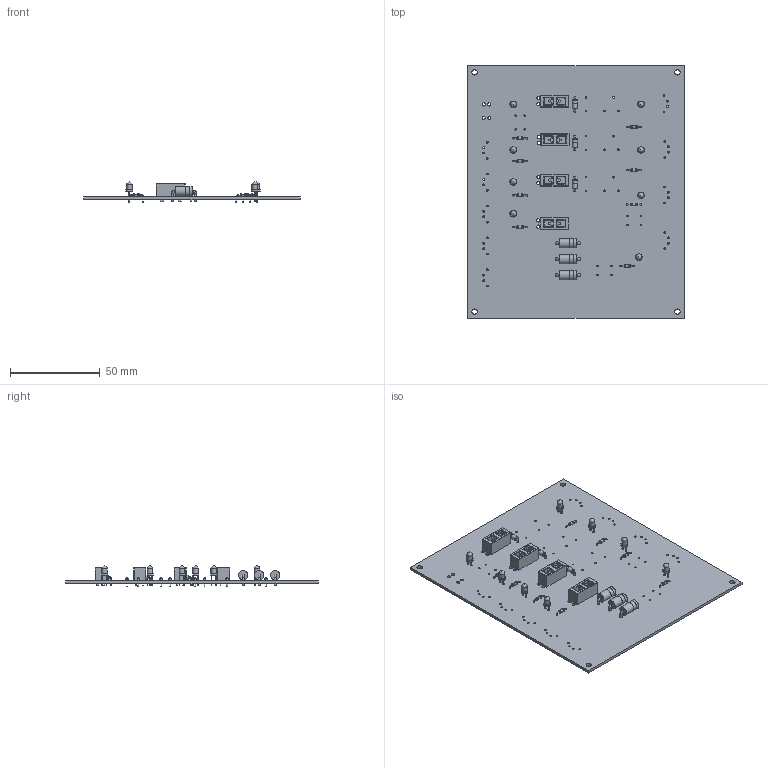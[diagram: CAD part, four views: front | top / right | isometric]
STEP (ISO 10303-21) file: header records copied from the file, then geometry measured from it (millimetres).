
FILE_DESCRIPTION(('FreeCAD Model'),'2;1');
FILE_NAME('Secondary-Power.step','2020-10-10T14:05:20',('Author'),(''), 'Open CASCADE STEP processor 7.3','FreeCAD','Unknown');
FILE_SCHEMA(('AUTOMOTIVE_DESIGN { 1 0 10303 214 1 1 1 1 }'));
Length unit declared in the file: millimetre
Products named in the file (33): PBB; Board_Geoms_5de6; Local_CS_5de6; Pcb_5de6; PCB_Sketch_5de6; Step_Models_5de6; Top_5de6; D3_D_DO-41_SOD81_P7.62mm_Horizontal_5BE10D39; D2_D_DO-41_SOD81_P7.62mm_Horizontal_5BE10D1A; D1_D_DO-41_SOD81_P7.62mm_Horizontal_5BE10CFB; D4_D_DO-201AD_P12.70mm_Horizontal_5BEA34E7; D6_D_DO-201AD_P12.70mm_Horizontal_5BEA34AB; D5_D_DO-201AD_P12.70mm_Horizontal_5BE10D77; DS6_LED_D3.0mm_5BE10E08; DS1_LED_D3.0mm_5BE10DA9; DS2_LED_D3.0mm_5BE10DBC; DS3_LED_D3.0mm_5BE10DCF; DS4_LED_D3.0mm_5BE10DE2; DS5_LED_D3.0mm_5BE10DF5; DS7_LED_D3.0mm_5BE10E1B; DS8_LED_D3.0mm_5BE10E2E; F1_A_Keystone_3568_5BE10E59; F2_A_Keystone_3568_5BE10E71; F3_A_Keystone_3568_5BE10E89; F4_A_Keystone_3568_5BE10EA1; R1_R_Axial_DIN0204_L36mm_D16mm_P762mm_Horizontal_5BE11094; R2_R_Axial_DIN0204_L36mm_D16mm_P762mm_Horizontal_5BE110AB; R3_R_Axial_DIN0204_L36mm_D16mm_P762mm_Horizontal_5BE110C2; R4_R_Axial_DIN0204_L36mm_D16mm_P762mm_Horizontal_5BE110D9; R5_R_Axial_DIN0204_L36mm_D16mm_P762mm_Horizontal_5BE110F0; R6_R_Axial_DIN0204_L36mm_D16mm_P762mm_Horizontal_5BE11107; R7_R_Axial_DIN0204_L36mm_D16mm_P762mm_Horizontal_5BE1111E; R8_R_Axial_DIN0204_L36mm_D16mm_P762mm_Horizontal_5BE11135
Assembly tree (32 placements, depth 4):
  PBB
    Board_Geoms_5de6
      Local_CS_5de6
      Pcb_5de6
      PCB_Sketch_5de6
    Step_Models_5de6
      Top_5de6
        D3_D_DO-41_SOD81_P7.62mm_Horizontal_5BE10D39
        D2_D_DO-41_SOD81_P7.62mm_Horizontal_5BE10D1A
        D1_D_DO-41_SOD81_P7.62mm_Horizontal_5BE10CFB
        D4_D_DO-201AD_P12.70mm_Horizontal_5BEA34E7
        D6_D_DO-201AD_P12.70mm_Horizontal_5BEA34AB
        D5_D_DO-201AD_P12.70mm_Horizontal_5BE10D77
        DS6_LED_D3.0mm_5BE10E08
        DS1_LED_D3.0mm_5BE10DA9
        DS2_LED_D3.0mm_5BE10DBC
        DS3_LED_D3.0mm_5BE10DCF
        DS4_LED_D3.0mm_5BE10DE2
        DS5_LED_D3.0mm_5BE10DF5
        DS7_LED_D3.0mm_5BE10E1B
        DS8_LED_D3.0mm_5BE10E2E
        F1_A_Keystone_3568_5BE10E59
        F2_A_Keystone_3568_5BE10E71
        F3_A_Keystone_3568_5BE10E89
        F4_A_Keystone_3568_5BE10EA1
        R1_R_Axial_DIN0204_L36mm_D16mm_P762mm_Horizontal_5BE11094
        R2_R_Axial_DIN0204_L36mm_D16mm_P762mm_Horizontal_5BE110AB
        R3_R_Axial_DIN0204_L36mm_D16mm_P762mm_Horizontal_5BE110C2
        R4_R_Axial_DIN0204_L36mm_D16mm_P762mm_Horizontal_5BE110D9
        R5_R_Axial_DIN0204_L36mm_D16mm_P762mm_Horizontal_5BE110F0
        R6_R_Axial_DIN0204_L36mm_D16mm_P762mm_Horizontal_5BE11107
        R7_R_Axial_DIN0204_L36mm_D16mm_P762mm_Horizontal_5BE1111E
        R8_R_Axial_DIN0204_L36mm_D16mm_P762mm_Horizontal_5BE11135
Bounding box: 120.65 x 140.97 x 11.3 mm (x, y, z)
Volume: 30827.1 mm3; surface area: 40580.1 mm2
Topology: 27 solids, 27 shells, 1019 faces, 2643 edges, 1746 vertices
Faces by surface type: plane 578, cylinder 373, torus 44, sphere 24
Full cylindrical faces by diameter (mm): 0.5 x32, 0.7 x16, 0.76 x6, 0.8 x12, 0.813 x12, 0.9 x16, 1 x45, 1.1 x6, 1.3 x12, 1.44 x8, 1.6 x22, 1.78 x20, 2.7 x6, 2.72 x3, 3 x12, 5.2 x6, 5.22 x3
Entity records: 38658 total; most frequent: DIRECTION 5665, CARTESIAN_POINT 5441, ORIENTED_EDGE 5278, EDGE_CURVE 2631, AXIS2_PLACEMENT_3D 1978, VERTEX_POINT 1746, LINE 1709, VECTOR 1709
